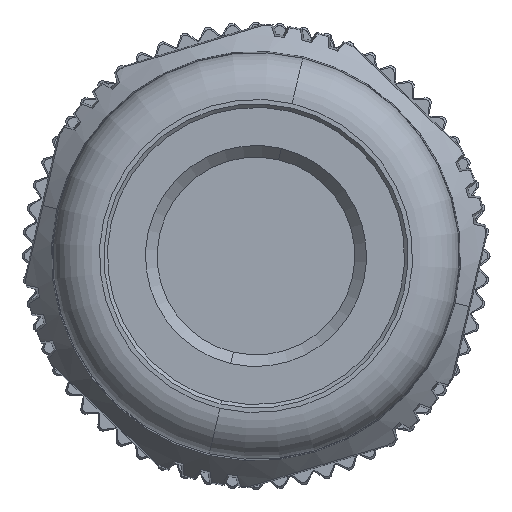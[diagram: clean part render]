
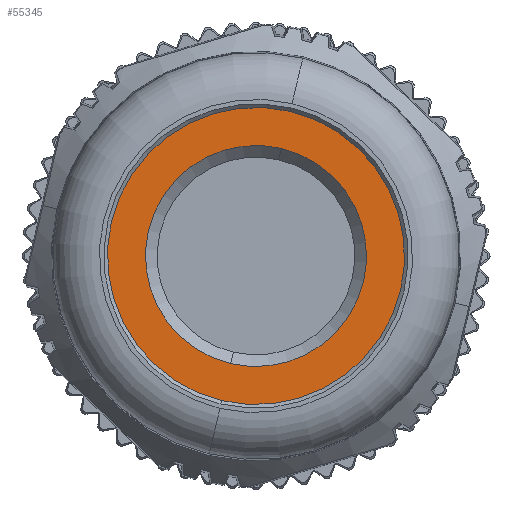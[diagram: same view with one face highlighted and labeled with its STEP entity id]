
A CAD part, front view. The second image highlights one B-rep face of the part: STEP entity #55345.
In plain terms, the highlighted planar face has unit normal (0, -1, 0).
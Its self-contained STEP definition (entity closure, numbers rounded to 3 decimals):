
#16722=CARTESIAN_POINT('',(0.,-50.9,0.));
#16723=DIRECTION('',(0.,1.,0.));
#16724=DIRECTION('',(-0.23,0.,-0.973));
#16725=AXIS2_PLACEMENT_3D('',#16722,#16723,#16724);
#16727=CARTESIAN_POINT('',(0.,-50.9,0.));
#16728=DIRECTION('',(0.,1.,0.));
#16729=DIRECTION('',(0.23,0.,0.973));
#16730=AXIS2_PLACEMENT_3D('',#16727,#16728,#16729);
#16732=CARTESIAN_POINT('',(0.,-50.9,0.));
#16733=DIRECTION('',(0.,-1.,0.));
#16734=DIRECTION('',(0.23,0.,0.973));
#16735=AXIS2_PLACEMENT_3D('',#16732,#16733,#16734);
#16737=CARTESIAN_POINT('',(0.,-50.9,0.));
#16738=DIRECTION('',(0.,-1.,0.));
#16739=DIRECTION('',(-0.23,0.,-0.973));
#16740=AXIS2_PLACEMENT_3D('',#16737,#16738,#16739);
#33114=CARTESIAN_POINT('',(1.461,-50.9,6.18));
#33115=VERTEX_POINT('',#33114);
#33116=CARTESIAN_POINT('',(-1.461,-50.9,-6.18));
#33117=VERTEX_POINT('',#33116);
#33118=CARTESIAN_POINT('',(1.087,-50.9,4.598));
#33119=CARTESIAN_POINT('',(-1.087,-50.9,-4.598));
#33120=VERTEX_POINT('',#33118);
#33121=VERTEX_POINT('',#33119);
#55330=CARTESIAN_POINT('',(0.,-50.9,0.));
#55331=DIRECTION('',(0.,-1.,0.));
#55332=DIRECTION('',(-0.23,0.,-0.973));
#55333=AXIS2_PLACEMENT_3D('',#55330,#55331,#55332);
#55334=PLANE('',#55333);
#55335=ORIENTED_EDGE('',*,*,#55310,.T.);
#55336=ORIENTED_EDGE('',*,*,#55324,.T.);
#55337=EDGE_LOOP('',(#55335,#55336));
#55338=FACE_OUTER_BOUND('',#55337,.F.);
#55340=ORIENTED_EDGE('',*,*,#55339,.T.);
#55342=ORIENTED_EDGE('',*,*,#55341,.T.);
#55343=EDGE_LOOP('',(#55340,#55342));
#55344=FACE_BOUND('',#55343,.F.);
#55345=ADVANCED_FACE('',(#55338,#55344),#55334,.T.);
#16726=CIRCLE('',#16725,6.35);
#16731=CIRCLE('',#16730,6.35);
#16736=CIRCLE('',#16735,4.725);
#16741=CIRCLE('',#16740,4.725);
#55310=EDGE_CURVE('',#33117,#33115,#16726,.T.);
#55324=EDGE_CURVE('',#33115,#33117,#16731,.T.);
#55339=EDGE_CURVE('',#33120,#33121,#16736,.T.);
#55341=EDGE_CURVE('',#33121,#33120,#16741,.T.);
